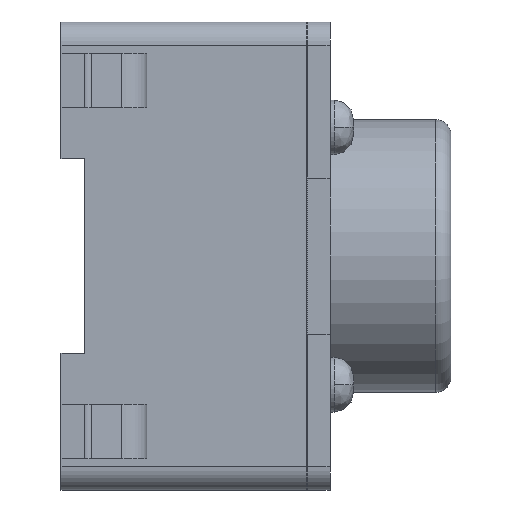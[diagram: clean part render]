
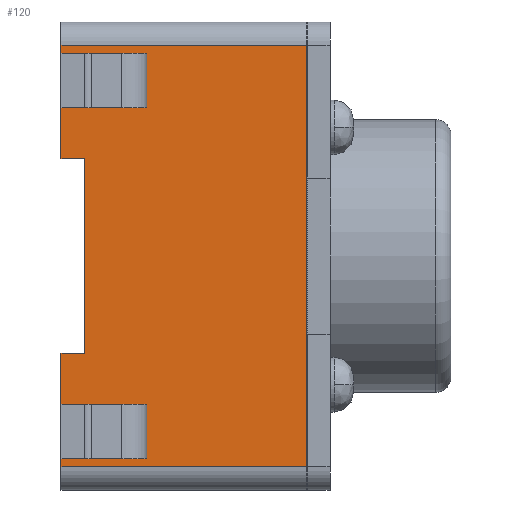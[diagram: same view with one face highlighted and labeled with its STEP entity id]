
A CAD part, front view. The second image highlights one B-rep face of the part: STEP entity #120.
In plain terms, the highlighted planar face has unit normal (0, -1, 0).
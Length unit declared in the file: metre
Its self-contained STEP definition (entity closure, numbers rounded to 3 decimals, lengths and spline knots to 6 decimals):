
#120 = ADVANCED_FACE( '', ( #325, #326, #327 ), #328, .T. );
#325 = FACE_OUTER_BOUND( '', #776, .T. );
#326 = FACE_BOUND( '', #777, .T. );
#327 = FACE_BOUND( '', #778, .T. );
#328 = PLANE( '', #779 );
#776 = EDGE_LOOP( '', ( #1522, #1523, #1524, #1525, #1526, #1527, #1528, #1529 ) );
#777 = EDGE_LOOP( '', ( #1530, #1531, #1532, #1533 ) );
#778 = EDGE_LOOP( '', ( #1534, #1535, #1536, #1537 ) );
#779 = AXIS2_PLACEMENT_3D( '', #1538, #1539, #1540 );
#1522 = ORIENTED_EDGE( '', *, *, #2092, .T. );
#1523 = ORIENTED_EDGE( '', *, *, #1882, .T. );
#1524 = ORIENTED_EDGE( '', *, *, #2093, .T. );
#1525 = ORIENTED_EDGE( '', *, *, #2012, .T. );
#1526 = ORIENTED_EDGE( '', *, *, #2076, .F. );
#1527 = ORIENTED_EDGE( '', *, *, #1894, .T. );
#1528 = ORIENTED_EDGE( '', *, *, #2094, .F. );
#1529 = ORIENTED_EDGE( '', *, *, #1922, .T. );
#1530 = ORIENTED_EDGE( '', *, *, #2095, .T. );
#1531 = ORIENTED_EDGE( '', *, *, #2044, .F. );
#1532 = ORIENTED_EDGE( '', *, *, #2096, .F. );
#1533 = ORIENTED_EDGE( '', *, *, #2097, .T. );
#1534 = ORIENTED_EDGE( '', *, *, #2098, .F. );
#1535 = ORIENTED_EDGE( '', *, *, #2089, .T. );
#1536 = ORIENTED_EDGE( '', *, *, #2069, .T. );
#1537 = ORIENTED_EDGE( '', *, *, #2099, .F. );
#1538 = CARTESIAN_POINT( '', ( 0., -0.003, 0.003 ) );
#1539 = DIRECTION( '', ( 0., -1., 0. ) );
#1540 = DIRECTION( '', ( 0., 0., -1. ) );
#1882 = EDGE_CURVE( '', #2220, #2218, #2221, .T. );
#1894 = EDGE_CURVE( '', #2243, #2244, #2245, .T. );
#1922 = EDGE_CURVE( '', #2298, #2295, #2299, .T. );
#2012 = EDGE_CURVE( '', #2437, #2452, #2454, .T. );
#2044 = EDGE_CURVE( '', #2501, #2502, #2503, .T. );
#2069 = EDGE_CURVE( '', #2545, #2543, #2546, .T. );
#2076 = EDGE_CURVE( '', #2243, #2452, #2556, .T. );
#2089 = EDGE_CURVE( '', #2571, #2545, #2572, .T. );
#2092 = EDGE_CURVE( '', #2295, #2220, #2576, .T. );
#2093 = EDGE_CURVE( '', #2218, #2437, #2577, .T. );
#2094 = EDGE_CURVE( '', #2298, #2244, #2578, .T. );
#2095 = EDGE_CURVE( '', #2579, #2502, #2580, .T. );
#2096 = EDGE_CURVE( '', #2581, #2501, #2582, .T. );
#2097 = EDGE_CURVE( '', #2581, #2579, #2583, .T. );
#2098 = EDGE_CURVE( '', #2571, #2584, #2585, .T. );
#2099 = EDGE_CURVE( '', #2584, #2543, #2586, .T. );
#2218 = VERTEX_POINT( '', #2734 );
#2220 = VERTEX_POINT( '', #2737 );
#2221 = LINE( '', #2738, #2739 );
#2243 = VERTEX_POINT( '', #2769 );
#2244 = VERTEX_POINT( '', #2770 );
#2245 = LINE( '', #2771, #2772 );
#2295 = VERTEX_POINT( '', #2843 );
#2298 = VERTEX_POINT( '', #2846 );
#2299 = LINE( '', #2847, #2848 );
#2437 = VERTEX_POINT( '', #3047 );
#2452 = VERTEX_POINT( '', #3070 );
#2454 = LINE( '', #3073, #3074 );
#2501 = VERTEX_POINT( '', #3145 );
#2502 = VERTEX_POINT( '', #3146 );
#2503 = LINE( '', #3147, #3148 );
#2543 = VERTEX_POINT( '', #3205 );
#2545 = VERTEX_POINT( '', #3207 );
#2546 = LINE( '', #3208, #3209 );
#2556 = LINE( '', #3221, #3222 );
#2571 = VERTEX_POINT( '', #3248 );
#2572 = LINE( '', #3249, #3250 );
#2576 = LINE( '', #3255, #3256 );
#2577 = LINE( '', #3257, #3258 );
#2578 = LINE( '', #3259, #3260 );
#2579 = VERTEX_POINT( '', #3261 );
#2580 = LINE( '', #3262, #3263 );
#2581 = VERTEX_POINT( '', #3264 );
#2582 = LINE( '', #3265, #3266 );
#2583 = LINE( '', #3267, #3268 );
#2584 = VERTEX_POINT( '', #3269 );
#2585 = LINE( '', #3270, #3271 );
#2586 = LINE( '', #3272, #3273 );
#2734 = CARTESIAN_POINT( '', ( 0., -0.003, 0.00125 ) );
#2737 = CARTESIAN_POINT( '', ( 0., -0.003, 0.0027 ) );
#2738 = CARTESIAN_POINT( '', ( 0., -0.003, 0.0027 ) );
#2739 = VECTOR( '', #3421, 1. );
#2769 = CARTESIAN_POINT( '', ( 0., -0.003, -0.00125 ) );
#2770 = CARTESIAN_POINT( '', ( 0., -0.003, -0.0027 ) );
#2771 = CARTESIAN_POINT( '', ( 0., -0.003, -0.00125 ) );
#2772 = VECTOR( '', #3439, 1. );
#2843 = CARTESIAN_POINT( '', ( 0.00315, -0.003, 0.0027 ) );
#2846 = CARTESIAN_POINT( '', ( 0.00315, -0.003, -0.0027 ) );
#2847 = CARTESIAN_POINT( '', ( 0.00315, -0.003, -0.0027 ) );
#2848 = VECTOR( '', #3479, 1. );
#3047 = CARTESIAN_POINT( '', ( 0.0003, -0.003, 0.00125 ) );
#3070 = CARTESIAN_POINT( '', ( 0.0003, -0.003, -0.00125 ) );
#3073 = CARTESIAN_POINT( '', ( 0.0003, -0.003, 0.00125 ) );
#3074 = VECTOR( '', #3607, 1. );
#3145 = CARTESIAN_POINT( '', ( 0.0011, -0.003, 0.0019 ) );
#3146 = CARTESIAN_POINT( '', ( 0.0011, -0.003, 0.0026 ) );
#3147 = CARTESIAN_POINT( '', ( 0.0011, -0.003, 0.0019 ) );
#3148 = VECTOR( '', #3653, 1. );
#3205 = CARTESIAN_POINT( '', ( 0.0011, -0.003, -0.0019 ) );
#3207 = CARTESIAN_POINT( '', ( 0.0008, -0.003, -0.0019 ) );
#3208 = CARTESIAN_POINT( '', ( 0.0008, -0.003, -0.0019 ) );
#3209 = VECTOR( '', #3692, 1. );
#3221 = CARTESIAN_POINT( '', ( 0., -0.003, -0.00125 ) );
#3222 = VECTOR( '', #3707, 1. );
#3248 = CARTESIAN_POINT( '', ( 0.0008, -0.003, -0.0026 ) );
#3249 = CARTESIAN_POINT( '', ( 0.0008, -0.003, -0.0026 ) );
#3250 = VECTOR( '', #3722, 1. );
#3255 = CARTESIAN_POINT( '', ( 0.00315, -0.003, 0.0027 ) );
#3256 = VECTOR( '', #3727, 1. );
#3257 = CARTESIAN_POINT( '', ( 0., -0.003, 0.00125 ) );
#3258 = VECTOR( '', #3728, 1. );
#3259 = CARTESIAN_POINT( '', ( 0.00315, -0.003, -0.0027 ) );
#3260 = VECTOR( '', #3729, 1. );
#3261 = CARTESIAN_POINT( '', ( 0.0008, -0.003, 0.0026 ) );
#3262 = CARTESIAN_POINT( '', ( 0.0008, -0.003, 0.0026 ) );
#3263 = VECTOR( '', #3730, 1. );
#3264 = CARTESIAN_POINT( '', ( 0.0008, -0.003, 0.0019 ) );
#3265 = CARTESIAN_POINT( '', ( 0.0008, -0.003, 0.0019 ) );
#3266 = VECTOR( '', #3731, 1. );
#3267 = CARTESIAN_POINT( '', ( 0.0008, -0.003, 0.0019 ) );
#3268 = VECTOR( '', #3732, 1. );
#3269 = CARTESIAN_POINT( '', ( 0.0011, -0.003, -0.0026 ) );
#3270 = CARTESIAN_POINT( '', ( 0.0008, -0.003, -0.0026 ) );
#3271 = VECTOR( '', #3733, 1. );
#3272 = CARTESIAN_POINT( '', ( 0.0011, -0.003, -0.0026 ) );
#3273 = VECTOR( '', #3734, 1. );
#3421 = DIRECTION( '', ( 0., 0., -1. ) );
#3439 = DIRECTION( '', ( 0., 0., -1. ) );
#3479 = DIRECTION( '', ( 0., 0., 1. ) );
#3607 = DIRECTION( '', ( 0., 0., -1. ) );
#3653 = DIRECTION( '', ( 0., 0., 1. ) );
#3692 = DIRECTION( '', ( 1., 0., 0. ) );
#3707 = DIRECTION( '', ( 1., 0., 0. ) );
#3722 = DIRECTION( '', ( 0., 0., 1. ) );
#3727 = DIRECTION( '', ( -1., 0., 0. ) );
#3728 = DIRECTION( '', ( 1., 0., 0. ) );
#3729 = DIRECTION( '', ( -1., 0., 0. ) );
#3730 = DIRECTION( '', ( 1., 0., 0. ) );
#3731 = DIRECTION( '', ( 1., 0., 0. ) );
#3732 = DIRECTION( '', ( 0., 0., 1. ) );
#3733 = DIRECTION( '', ( 1., 0., 0. ) );
#3734 = DIRECTION( '', ( 0., 0., 1. ) );
